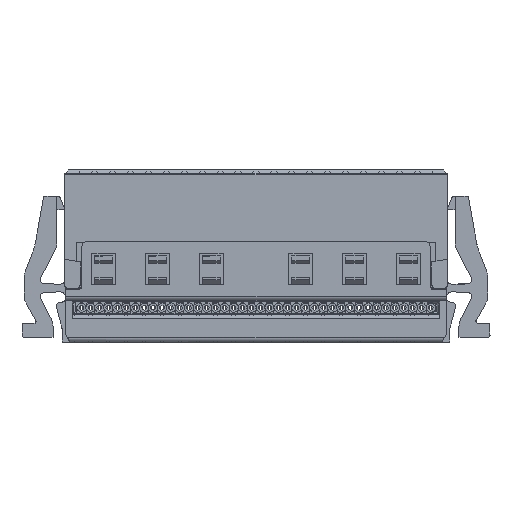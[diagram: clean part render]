
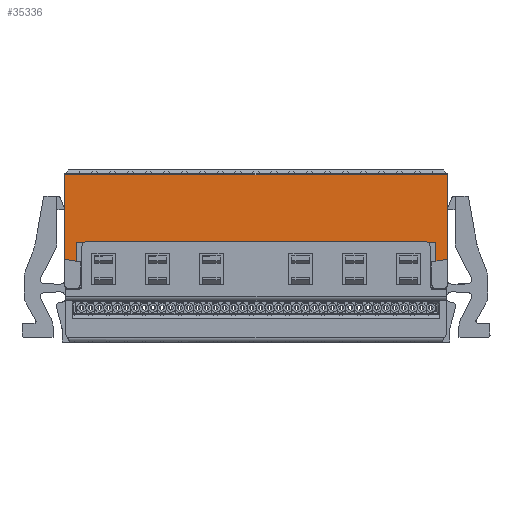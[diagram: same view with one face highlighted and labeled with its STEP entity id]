
A CAD part, front view. The second image highlights one B-rep face of the part: STEP entity #35336.
In plain terms, the highlighted planar face has unit normal (0, -1, 0).
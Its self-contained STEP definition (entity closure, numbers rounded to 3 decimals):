
#35286=AXIS2_PLACEMENT_3D('Plane Axis2P3D',#35283,#35284,#35285) ;
#28494=CARTESIAN_POINT('Vertex',(1.193,90.075,9.429)) ;
#28497=CARTESIAN_POINT('Line Origine',(1.193,90.075,6.439)) ;
#28501=CARTESIAN_POINT('Vertex',(1.193,90.075,3.45)) ;
#28795=CARTESIAN_POINT('Vertex',(-25.958,90.075,3.45)) ;
#28798=CARTESIAN_POINT('Line Origine',(-25.958,90.075,6.439)) ;
#28802=CARTESIAN_POINT('Vertex',(-25.957,90.075,9.429)) ;
#35283=CARTESIAN_POINT('Axis2P3D Location',(-26.202,90.075,9.97)) ;
#35288=CARTESIAN_POINT('Line Origine',(-12.382,90.075,9.429)) ;
#35293=CARTESIAN_POINT('Line Origine',(-25.517,90.075,3.372)) ;
#35297=CARTESIAN_POINT('Vertex',(-25.078,90.075,3.295)) ;
#35300=CARTESIAN_POINT('Line Origine',(-25.078,90.075,3.972)) ;
#35304=CARTESIAN_POINT('Vertex',(-25.077,90.075,4.65)) ;
#35307=CARTESIAN_POINT('Line Origine',(-12.382,90.075,4.65)) ;
#35311=CARTESIAN_POINT('Vertex',(0.312,90.075,4.65)) ;
#35314=CARTESIAN_POINT('Line Origine',(0.313,90.075,3.972)) ;
#35318=CARTESIAN_POINT('Vertex',(0.313,90.075,3.295)) ;
#35321=CARTESIAN_POINT('Line Origine',(0.752,90.075,3.372)) ;
#28498=DIRECTION('Vector Direction',(0.,0.,1.)) ;
#28799=DIRECTION('Vector Direction',(0.,0.,-1.)) ;
#35284=DIRECTION('Axis2P3D Direction',(0.,-1.,0.)) ;
#35285=DIRECTION('Axis2P3D XDirection',(0.,0.,1.)) ;
#35289=DIRECTION('Vector Direction',(-1.,0.,0.)) ;
#35294=DIRECTION('Vector Direction',(0.985,0.,-0.174)) ;
#35301=DIRECTION('Vector Direction',(0.,0.,1.)) ;
#35308=DIRECTION('Vector Direction',(1.,0.,0.)) ;
#35315=DIRECTION('Vector Direction',(0.,0.,-1.)) ;
#35322=DIRECTION('Vector Direction',(0.985,0.,0.174)) ;
#28499=VECTOR('Line Direction',#28498,1.) ;
#28800=VECTOR('Line Direction',#28799,1.) ;
#35290=VECTOR('Line Direction',#35289,1.) ;
#35295=VECTOR('Line Direction',#35294,1.) ;
#35302=VECTOR('Line Direction',#35301,1.) ;
#35309=VECTOR('Line Direction',#35308,1.) ;
#35316=VECTOR('Line Direction',#35315,1.) ;
#35323=VECTOR('Line Direction',#35322,1.) ;
#35327=ORIENTED_EDGE('',*,*,#35292,.T.) ;
#35328=ORIENTED_EDGE('',*,*,#28804,.T.) ;
#35329=ORIENTED_EDGE('',*,*,#35299,.T.) ;
#35330=ORIENTED_EDGE('',*,*,#35306,.T.) ;
#35331=ORIENTED_EDGE('',*,*,#35313,.T.) ;
#35332=ORIENTED_EDGE('',*,*,#35320,.T.) ;
#35333=ORIENTED_EDGE('',*,*,#35325,.T.) ;
#35334=ORIENTED_EDGE('',*,*,#28503,.T.) ;
#35336=ADVANCED_FACE('1001\\MANIFOLD_SOLID_BREP #7365',(#35335),#35287,.T.) ;
#28503=EDGE_CURVE('',#28502,#28495,#28500,.T.) ;
#28804=EDGE_CURVE('',#28803,#28796,#28801,.T.) ;
#35292=EDGE_CURVE('',#28495,#28803,#35291,.T.) ;
#35299=EDGE_CURVE('',#28796,#35298,#35296,.T.) ;
#35306=EDGE_CURVE('',#35298,#35305,#35303,.T.) ;
#35313=EDGE_CURVE('',#35305,#35312,#35310,.T.) ;
#35320=EDGE_CURVE('',#35312,#35319,#35317,.T.) ;
#35325=EDGE_CURVE('',#35319,#28502,#35324,.T.) ;
#35326=EDGE_LOOP('',(#35327,#35328,#35329,#35330,#35331,#35332,#35333,#35334)) ;
#35335=FACE_OUTER_BOUND('',#35326,.T.) ;
#28500=LINE('Line',#28497,#28499) ;
#28801=LINE('Line',#28798,#28800) ;
#35291=LINE('Line',#35288,#35290) ;
#35296=LINE('Line',#35293,#35295) ;
#35303=LINE('Line',#35300,#35302) ;
#35310=LINE('Line',#35307,#35309) ;
#35317=LINE('Line',#35314,#35316) ;
#35324=LINE('Line',#35321,#35323) ;
#35287=PLANE('',#35286) ;
#28495=VERTEX_POINT('',#28494) ;
#28502=VERTEX_POINT('',#28501) ;
#28796=VERTEX_POINT('',#28795) ;
#28803=VERTEX_POINT('',#28802) ;
#35298=VERTEX_POINT('',#35297) ;
#35305=VERTEX_POINT('',#35304) ;
#35312=VERTEX_POINT('',#35311) ;
#35319=VERTEX_POINT('',#35318) ;
